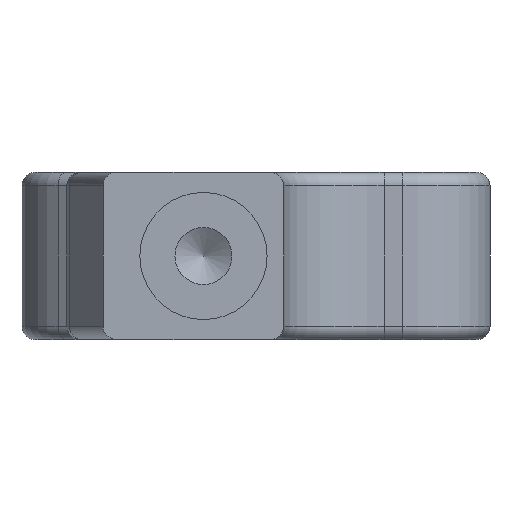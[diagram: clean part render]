
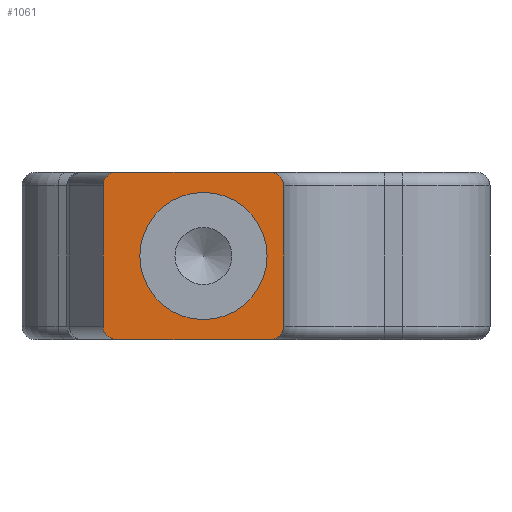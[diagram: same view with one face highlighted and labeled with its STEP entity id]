
A CAD part, left-side view. The second image highlights one B-rep face of the part: STEP entity #1061.
In plain terms, the highlighted planar face has unit normal (-1, 0, 0).
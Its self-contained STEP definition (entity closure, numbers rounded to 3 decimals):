
#17=FACE_BOUND('',#145,.T.);
#27=ELLIPSE('',#1162,2.051,2.);
#28=ELLIPSE('',#1163,2.051,2.);
#33=PLANE('',#1161);
#75=FACE_OUTER_BOUND('',#144,.T.);
#144=EDGE_LOOP('',(#750,#751,#752,#753,#754,#755,#756,#757));
#145=EDGE_LOOP('',(#758));
#227=LINE('',#1744,#300);
#229=LINE('',#1748,#302);
#230=LINE('',#1752,#303);
#231=LINE('',#1756,#304);
#300=VECTOR('',#1367,10.);
#302=VECTOR('',#1371,10.);
#303=VECTOR('',#1374,10.);
#304=VECTOR('',#1377,10.);
#355=CIRCLE('',#1131,2.);
#372=CIRCLE('',#1164,2.);
#373=CIRCLE('',#1165,9.5);
#439=VERTEX_POINT('',#1672);
#440=VERTEX_POINT('',#1673);
#462=VERTEX_POINT('',#1743);
#463=VERTEX_POINT('',#1747);
#464=VERTEX_POINT('',#1749);
#465=VERTEX_POINT('',#1751);
#466=VERTEX_POINT('',#1753);
#467=VERTEX_POINT('',#1755);
#468=VERTEX_POINT('',#1758);
#535=EDGE_CURVE('',#439,#440,#355,.T.);
#570=EDGE_CURVE('',#462,#440,#227,.T.);
#572=EDGE_CURVE('',#463,#439,#229,.T.);
#573=EDGE_CURVE('',#464,#463,#27,.T.);
#574=EDGE_CURVE('',#465,#464,#230,.T.);
#575=EDGE_CURVE('',#466,#465,#28,.T.);
#576=EDGE_CURVE('',#467,#466,#231,.T.);
#577=EDGE_CURVE('',#462,#467,#372,.T.);
#578=EDGE_CURVE('',#468,#468,#373,.T.);
#750=ORIENTED_EDGE('',*,*,#535,.F.);
#751=ORIENTED_EDGE('',*,*,#572,.F.);
#752=ORIENTED_EDGE('',*,*,#573,.F.);
#753=ORIENTED_EDGE('',*,*,#574,.F.);
#754=ORIENTED_EDGE('',*,*,#575,.F.);
#755=ORIENTED_EDGE('',*,*,#576,.F.);
#756=ORIENTED_EDGE('',*,*,#577,.F.);
#757=ORIENTED_EDGE('',*,*,#570,.T.);
#758=ORIENTED_EDGE('',*,*,#578,.T.);
#1061=ADVANCED_FACE('',(#75,#17),#33,.T.);
#1131=AXIS2_PLACEMENT_3D('',#1674,#1289,#1290);
#1161=AXIS2_PLACEMENT_3D('',#1746,#1369,#1370);
#1162=AXIS2_PLACEMENT_3D('',#1750,#1372,#1373);
#1163=AXIS2_PLACEMENT_3D('',#1754,#1375,#1376);
#1164=AXIS2_PLACEMENT_3D('',#1757,#1378,#1379);
#1165=AXIS2_PLACEMENT_3D('',#1759,#1380,#1381);
#1289=DIRECTION('center_axis',(1.,0.,0.));
#1290=DIRECTION('ref_axis',(0.,-0.707,0.707));
#1367=DIRECTION('',(0.,0.,1.));
#1369=DIRECTION('center_axis',(-1.,0.,0.));
#1370=DIRECTION('ref_axis',(0.,-1.,0.));
#1371=DIRECTION('',(0.,-1.,0.));
#1372=DIRECTION('center_axis',(1.,0.,0.));
#1373=DIRECTION('ref_axis',(0.,1.,0.));
#1374=DIRECTION('',(0.,0.,1.));
#1375=DIRECTION('center_axis',(1.,0.,0.));
#1376=DIRECTION('ref_axis',(0.,1.,0.));
#1377=DIRECTION('',(0.,1.,0.));
#1378=DIRECTION('center_axis',(1.,0.,0.));
#1379=DIRECTION('ref_axis',(0.,-0.707,-0.707));
#1380=DIRECTION('center_axis',(1.,0.,0.));
#1381=DIRECTION('ref_axis',(0.,0.,1.));
#1672=CARTESIAN_POINT('',(39.5,-10.,12.5));
#1673=CARTESIAN_POINT('',(39.5,-12.,10.5));
#1674=CARTESIAN_POINT('Origin',(39.5,-10.,10.5));
#1743=CARTESIAN_POINT('',(39.5,-12.,-10.5));
#1744=CARTESIAN_POINT('',(39.5,-12.,0.));
#1746=CARTESIAN_POINT('Origin',(39.5,15.,0.));
#1747=CARTESIAN_POINT('',(39.5,12.949,12.5));
#1748=CARTESIAN_POINT('',(39.5,0.,12.5));
#1749=CARTESIAN_POINT('',(39.5,15.,10.5));
#1750=CARTESIAN_POINT('Origin',(39.5,12.949,10.5));
#1751=CARTESIAN_POINT('',(39.5,15.,-10.5));
#1752=CARTESIAN_POINT('',(39.5,15.,0.));
#1753=CARTESIAN_POINT('',(39.5,12.949,-12.5));
#1754=CARTESIAN_POINT('Origin',(39.5,12.949,-10.5));
#1755=CARTESIAN_POINT('',(39.5,-10.,-12.5));
#1756=CARTESIAN_POINT('',(39.5,0.,-12.5));
#1757=CARTESIAN_POINT('Origin',(39.5,-10.,-10.5));
#1758=CARTESIAN_POINT('',(39.5,0.,-9.5));
#1759=CARTESIAN_POINT('Origin',(39.5,0.,0.));
